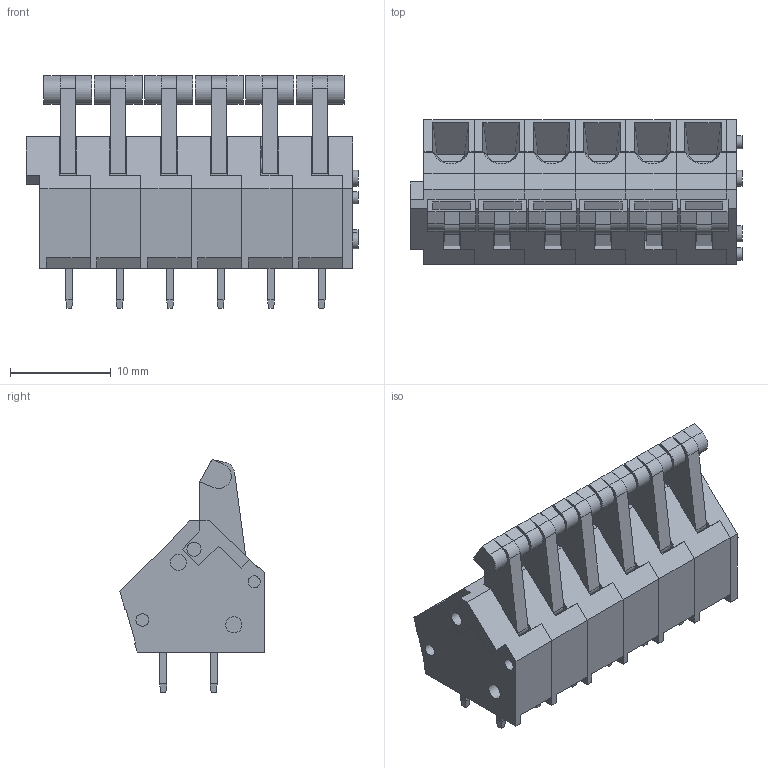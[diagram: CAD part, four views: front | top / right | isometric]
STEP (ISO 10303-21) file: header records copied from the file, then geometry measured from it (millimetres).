
FILE_DESCRIPTION( ( 'Unknown' ), '1' );
FILE_NAME( '691414720006.stp', 'Unknown', ( 'Unknown' ), ( 'Unknown' ), 'PSStep 17.0.49', 'Unknown', ' ' );
FILE_SCHEMA( ( 'AUTOMOTIVE_DESIGN { 1 0 10303 214 1 1 1 1 }' ) );
Length unit declared in the file: millimetre
Products named in the file (7): 6914147200xx_MODULE; 6914147200xx; 6914147200xx_LAME; 6914147200xx_PIN; 6914147200xx_LEVIER; Assem1; 6914147200xx_CAPOT
Assembly tree (11 placements, depth 3):
  Assem1
    6914147200xx_CAPOT
    6914147200xx_MODULE  x6
      6914147200xx
      6914147200xx_LAME
      6914147200xx_PIN
      6914147200xx_LEVIER
Bounding box: 32.9 x 14.3 x 23.08 mm (x, y, z)
Volume: 3036 mm3; surface area: 8442.1 mm2
Topology: 25 solids, 25 shells, 1318 faces, 3467 edges, 2247 vertices
Faces by surface type: plane 995, cylinder 305, bspline 12, cone 6
Full cylindrical faces by diameter (mm): 1.2 x13, 1.25 x13, 1.4 x19, 1.6 x26
Entity records: 9560 total; most frequent: CARTESIAN_POINT 1389, ORIENTED_EDGE 1252, DIRECTION 1238, EDGE_CURVE 626, LINE 510, VECTOR 510, VERTEX_POINT 417, AXIS2_PLACEMENT_3D 364
